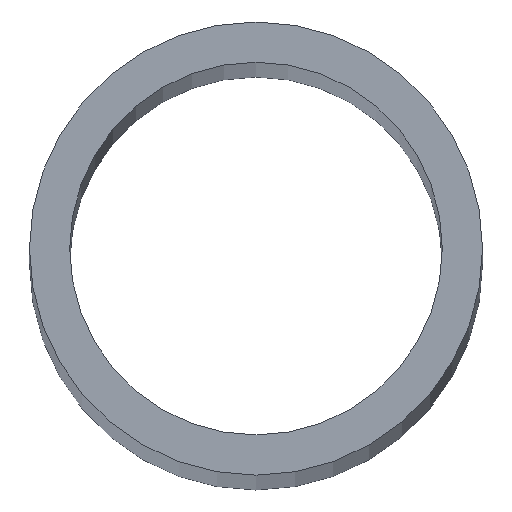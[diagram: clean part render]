
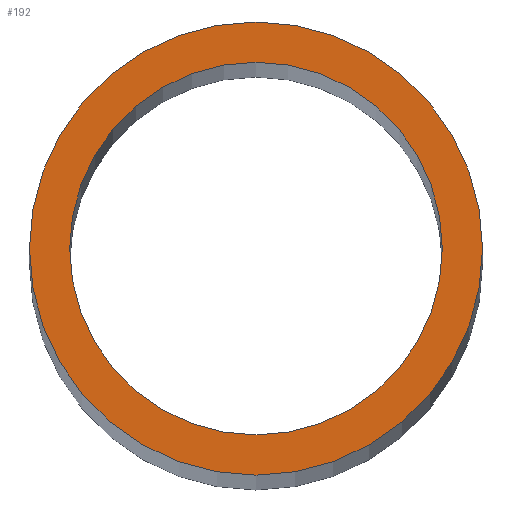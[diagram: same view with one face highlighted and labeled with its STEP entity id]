
A CAD part, top view. The second image highlights one B-rep face of the part: STEP entity #192.
In plain terms, the highlighted planar face has unit normal (0, 0, 1).
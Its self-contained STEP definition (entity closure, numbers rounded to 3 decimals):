
#62=CARTESIAN_POINT('Vertex',(1.824,0.,68.4)) ;
#76=CARTESIAN_POINT('Vertex',(-1.824,0.,68.4)) ;
#79=CARTESIAN_POINT('Axis2P3D Location',(0.,0.,68.4)) ;
#96=CARTESIAN_POINT('Axis2P3D Location',(0.,0.,68.4)) ;
#113=CARTESIAN_POINT('Axis2P3D Location',(0.,0.,68.4)) ;
#117=CARTESIAN_POINT('Vertex',(-1.5,0.,68.4)) ;
#119=CARTESIAN_POINT('Vertex',(1.5,0.,68.4)) ;
#148=CARTESIAN_POINT('Axis2P3D Location',(0.,0.,68.4)) ;
#179=CARTESIAN_POINT('Axis2P3D Location',(0.,0.,68.4)) ;
#80=DIRECTION('Axis2P3D Direction',(0.,0.,1.)) ;
#97=DIRECTION('Axis2P3D Direction',(0.,0.,1.)) ;
#114=DIRECTION('Axis2P3D Direction',(0.,0.,1.)) ;
#149=DIRECTION('Axis2P3D Direction',(0.,0.,1.)) ;
#180=DIRECTION('Axis2P3D Direction',(0.,0.,1.)) ;
#181=DIRECTION('Axis2P3D XDirection',(1.,0.,0.)) ;
#81=AXIS2_PLACEMENT_3D('Circle Axis2P3D',#79,#80,$) ;
#98=AXIS2_PLACEMENT_3D('Circle Axis2P3D',#96,#97,$) ;
#115=AXIS2_PLACEMENT_3D('Circle Axis2P3D',#113,#114,$) ;
#150=AXIS2_PLACEMENT_3D('Circle Axis2P3D',#148,#149,$) ;
#182=AXIS2_PLACEMENT_3D('Plane Axis2P3D',#179,#180,#181) ;
#185=ORIENTED_EDGE('',*,*,#83,.T.) ;
#186=ORIENTED_EDGE('',*,*,#100,.T.) ;
#189=ORIENTED_EDGE('',*,*,#121,.F.) ;
#190=ORIENTED_EDGE('',*,*,#152,.F.) ;
#191=FACE_BOUND('',#188,.T.) ;
#192=ADVANCED_FACE('PartBody',(#187,#191),#183,.T.) ;
#82=CIRCLE('generated circle',#81,1.824) ;
#99=CIRCLE('generated circle',#98,1.824) ;
#116=CIRCLE('generated circle',#115,1.5) ;
#151=CIRCLE('generated circle',#150,1.5) ;
#83=EDGE_CURVE('',#63,#77,#82,.T.) ;
#100=EDGE_CURVE('',#77,#63,#99,.T.) ;
#121=EDGE_CURVE('',#118,#120,#116,.T.) ;
#152=EDGE_CURVE('',#120,#118,#151,.T.) ;
#184=EDGE_LOOP('',(#185,#186)) ;
#188=EDGE_LOOP('',(#189,#190)) ;
#187=FACE_OUTER_BOUND('',#184,.T.) ;
#183=PLANE('',#182) ;
#63=VERTEX_POINT('',#62) ;
#77=VERTEX_POINT('',#76) ;
#118=VERTEX_POINT('',#117) ;
#120=VERTEX_POINT('',#119) ;
